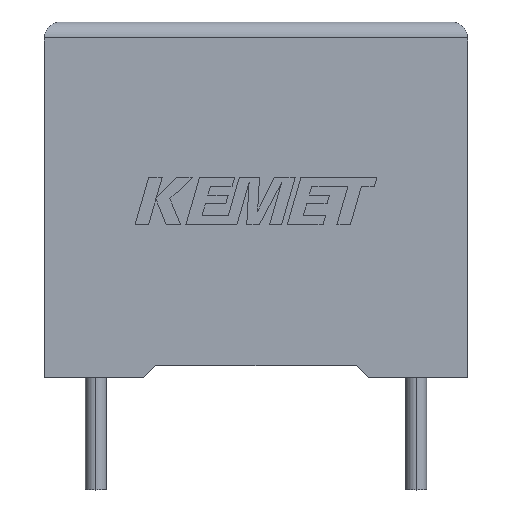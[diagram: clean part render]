
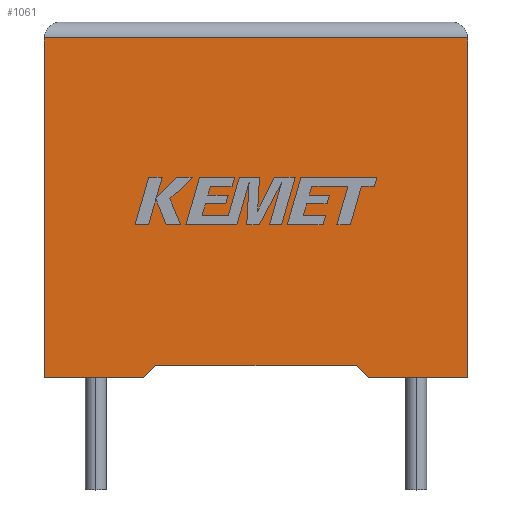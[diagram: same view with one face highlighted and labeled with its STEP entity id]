
A CAD part, top view. The second image highlights one B-rep face of the part: STEP entity #1061.
In plain terms, the highlighted planar face has unit normal (0, 0, 1).
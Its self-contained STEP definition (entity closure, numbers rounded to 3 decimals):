
#3 = CARTESIAN_POINT ( 'NONE',  ( 9.733, 0.383, 5.2 ) ) ;
#94 = PLANE ( 'NONE',  #2211 ) ;
#127 = CARTESIAN_POINT ( 'NONE',  ( 3.1, 0., 5.2 ) ) ;
#148 = VECTOR ( 'NONE', #829, 1000. ) ;
#219 = LINE ( 'NONE', #432, #1282 ) ;
#225 = LINE ( 'NONE', #1448, #905 ) ;
#226 = CARTESIAN_POINT ( 'NONE',  ( 3.1, 0., 5.2 ) ) ;
#244 = CARTESIAN_POINT ( 'NONE',  ( 10.1, 0., 5.2 ) ) ;
#432 = CARTESIAN_POINT ( 'NONE',  ( 13.2, 0., 5.2 ) ) ;
#434 = EDGE_CURVE ( 'NONE', #2407, #462, #1299, .T. ) ;
#462 = VERTEX_POINT ( 'NONE', #495 ) ;
#495 = CARTESIAN_POINT ( 'NONE',  ( 0., 10.6, 5.2 ) ) ;
#514 = DIRECTION ( 'NONE',  ( -1., 0., 0. ) ) ;
#545 = CARTESIAN_POINT ( 'NONE',  ( 0., 0., 5.2 ) ) ;
#689 = CARTESIAN_POINT ( 'NONE',  ( 13.2, 0., 5.2 ) ) ;
#702 = VERTEX_POINT ( 'NONE', #1636 ) ;
#719 = VECTOR ( 'NONE', #514, 1000. ) ;
#737 = FACE_OUTER_BOUND ( 'NONE', #967, .T. ) ;
#795 = LINE ( 'NONE', #2368, #1731 ) ;
#803 = CARTESIAN_POINT ( 'NONE',  ( 0., 0., 5.2 ) ) ;
#815 = DIRECTION ( 'NONE',  ( -1., 0., 0. ) ) ;
#829 = DIRECTION ( 'NONE',  ( 1., 0., 0. ) ) ;
#831 = LINE ( 'NONE', #127, #1535 ) ;
#905 = VECTOR ( 'NONE', #1639, 1000. ) ;
#919 = EDGE_CURVE ( 'NONE', #1402, #2996, #2947, .T. ) ;
#948 = ORIENTED_EDGE ( 'NONE', *, *, #2215, .T. ) ;
#967 = EDGE_LOOP ( 'NONE', ( #1107, #2269, #2483, #2497, #3020, #2599, #1017, #948 ) ) ;
#1017 = ORIENTED_EDGE ( 'NONE', *, *, #919, .T. ) ;
#1045 = VERTEX_POINT ( 'NONE', #545 ) ;
#1061 = ADVANCED_FACE ( 'NONE', ( #737 ), #94, .F. ) ;
#1107 = ORIENTED_EDGE ( 'NONE', *, *, #1273, .T. ) ;
#1110 = LINE ( 'NONE', #2500, #719 ) ;
#1195 = DIRECTION ( 'NONE',  ( 0., -1., 0. ) ) ;
#1273 = EDGE_CURVE ( 'NONE', #1335, #2407, #219, .T. ) ;
#1282 = VECTOR ( 'NONE', #1370, 1000. ) ;
#1299 = LINE ( 'NONE', #1377, #1320 ) ;
#1320 = VECTOR ( 'NONE', #2897, 1000. ) ;
#1324 = VECTOR ( 'NONE', #1517, 1000. ) ;
#1335 = VERTEX_POINT ( 'NONE', #689 ) ;
#1355 = EDGE_CURVE ( 'NONE', #1402, #702, #1110, .T. ) ;
#1370 = DIRECTION ( 'NONE',  ( 0., 1., 0. ) ) ;
#1377 = CARTESIAN_POINT ( 'NONE',  ( 0., 10.6, 5.2 ) ) ;
#1402 = VERTEX_POINT ( 'NONE', #3 ) ;
#1448 = CARTESIAN_POINT ( 'NONE',  ( 0., 0., 5.2 ) ) ;
#1463 = DIRECTION ( 'NONE',  ( 0., 0., -1. ) ) ;
#1517 = DIRECTION ( 'NONE',  ( 0.692, -0.722, 0. ) ) ;
#1535 = VECTOR ( 'NONE', #2872, 1000. ) ;
#1550 = CARTESIAN_POINT ( 'NONE',  ( 0., 0., 5.2 ) ) ;
#1582 = EDGE_CURVE ( 'NONE', #1045, #1717, #225, .T. ) ;
#1636 = CARTESIAN_POINT ( 'NONE',  ( 3.467, 0.383, 5.2 ) ) ;
#1639 = DIRECTION ( 'NONE',  ( 1., 0., 0. ) ) ;
#1717 = VERTEX_POINT ( 'NONE', #226 ) ;
#1731 = VECTOR ( 'NONE', #1195, 1000. ) ;
#2087 = EDGE_CURVE ( 'NONE', #702, #1717, #831, .T. ) ;
#2202 = CARTESIAN_POINT ( 'NONE',  ( 10.1, 0., 5.2 ) ) ;
#2211 = AXIS2_PLACEMENT_3D ( 'NONE', #803, #1463, #815 ) ;
#2215 = EDGE_CURVE ( 'NONE', #2996, #1335, #2984, .T. ) ;
#2269 = ORIENTED_EDGE ( 'NONE', *, *, #434, .T. ) ;
#2368 = CARTESIAN_POINT ( 'NONE',  ( 0., 0., 5.2 ) ) ;
#2407 = VERTEX_POINT ( 'NONE', #2914 ) ;
#2483 = ORIENTED_EDGE ( 'NONE', *, *, #3039, .T. ) ;
#2497 = ORIENTED_EDGE ( 'NONE', *, *, #1582, .T. ) ;
#2500 = CARTESIAN_POINT ( 'NONE',  ( 6.6, 0.383, 5.2 ) ) ;
#2599 = ORIENTED_EDGE ( 'NONE', *, *, #1355, .F. ) ;
#2872 = DIRECTION ( 'NONE',  ( -0.692, -0.722, 0. ) ) ;
#2897 = DIRECTION ( 'NONE',  ( -1., 0., 0. ) ) ;
#2914 = CARTESIAN_POINT ( 'NONE',  ( 13.2, 10.6, 5.2 ) ) ;
#2947 = LINE ( 'NONE', #2202, #1324 ) ;
#2984 = LINE ( 'NONE', #1550, #148 ) ;
#2996 = VERTEX_POINT ( 'NONE', #244 ) ;
#3020 = ORIENTED_EDGE ( 'NONE', *, *, #2087, .F. ) ;
#3039 = EDGE_CURVE ( 'NONE', #462, #1045, #795, .T. ) ;
